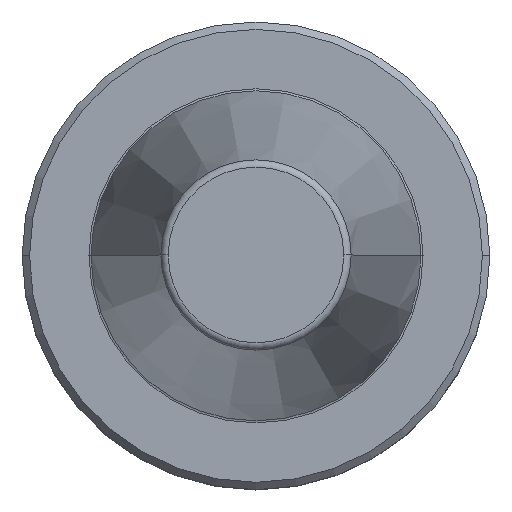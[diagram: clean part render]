
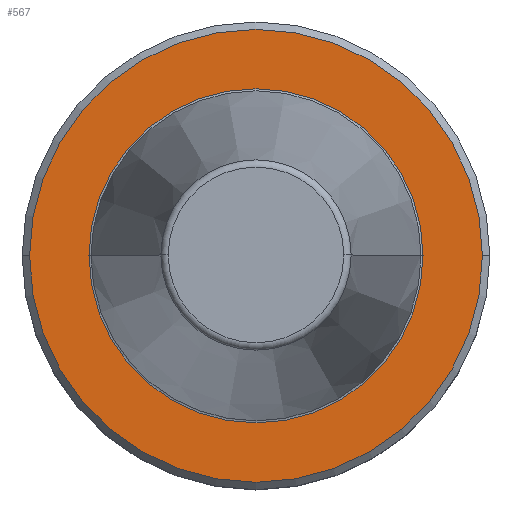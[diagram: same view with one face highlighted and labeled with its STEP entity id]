
A CAD part, top view. The second image highlights one B-rep face of the part: STEP entity #567.
In plain terms, the highlighted planar face has unit normal (0, 0, 1).
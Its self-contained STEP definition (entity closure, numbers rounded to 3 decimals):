
#23 = AXIS2_PLACEMENT_3D ( 'NONE', #957, #842, #550 ) ;
#48 = VERTEX_POINT ( 'NONE', #488 ) ;
#63 = ORIENTED_EDGE ( 'NONE', *, *, #468, .F. ) ;
#114 = DIRECTION ( 'NONE',  ( 0., 0., -1. ) ) ;
#117 = AXIS2_PLACEMENT_3D ( 'NONE', #1007, #355, #520 ) ;
#136 = ORIENTED_EDGE ( 'NONE', *, *, #1040, .T. ) ;
#160 = VERTEX_POINT ( 'NONE', #325 ) ;
#248 = FACE_BOUND ( 'NONE', #305, .T. ) ;
#257 = CIRCLE ( 'NONE', #1026, 22.5 ) ;
#271 = EDGE_LOOP ( 'NONE', ( #608, #136 ) ) ;
#305 = EDGE_LOOP ( 'NONE', ( #63, #931 ) ) ;
#311 = CARTESIAN_POINT ( 'NONE',  ( 0., 0., -67.4 ) ) ;
#325 = CARTESIAN_POINT ( 'NONE',  ( -30.5, 0., -67.4 ) ) ;
#355 = DIRECTION ( 'NONE',  ( 0., 0., 1. ) ) ;
#361 = PLANE ( 'NONE',  #993 ) ;
#427 = CARTESIAN_POINT ( 'NONE',  ( 0., 0., -67.4 ) ) ;
#451 = CARTESIAN_POINT ( 'NONE',  ( 22.5, 0., -67.4 ) ) ;
#464 = DIRECTION ( 'NONE',  ( 0., 0., 1. ) ) ;
#468 = EDGE_CURVE ( 'NONE', #1049, #558, #989, .T. ) ;
#488 = CARTESIAN_POINT ( 'NONE',  ( 30.5, 0., -67.4 ) ) ;
#496 = CIRCLE ( 'NONE', #117, 30.5 ) ;
#520 = DIRECTION ( 'NONE',  ( 1., 0., 0. ) ) ;
#524 = DIRECTION ( 'NONE',  ( -1., 0., 0. ) ) ;
#550 = DIRECTION ( 'NONE',  ( 1., 0., 0. ) ) ;
#558 = VERTEX_POINT ( 'NONE', #717 ) ;
#564 = CARTESIAN_POINT ( 'NONE',  ( 0., 0., -67.4 ) ) ;
#567 = ADVANCED_FACE ( 'NONE', ( #248, #679 ), #361, .F. ) ;
#576 = DIRECTION ( 'NONE',  ( 1., 0., 0. ) ) ;
#580 = DIRECTION ( 'NONE',  ( 0., 0., 1. ) ) ;
#608 = ORIENTED_EDGE ( 'NONE', *, *, #828, .T. ) ;
#619 = DIRECTION ( 'NONE',  ( 1., 0., 0. ) ) ;
#679 = FACE_OUTER_BOUND ( 'NONE', #271, .T. ) ;
#699 = CIRCLE ( 'NONE', #941, 30.5 ) ;
#717 = CARTESIAN_POINT ( 'NONE',  ( -22.5, 0., -67.4 ) ) ;
#828 = EDGE_CURVE ( 'NONE', #160, #48, #496, .T. ) ;
#842 = DIRECTION ( 'NONE',  ( 0., 0., 1. ) ) ;
#851 = EDGE_CURVE ( 'NONE', #558, #1049, #257, .T. ) ;
#931 = ORIENTED_EDGE ( 'NONE', *, *, #851, .F. ) ;
#941 = AXIS2_PLACEMENT_3D ( 'NONE', #427, #580, #576 ) ;
#957 = CARTESIAN_POINT ( 'NONE',  ( 0., 0., -67.4 ) ) ;
#989 = CIRCLE ( 'NONE', #23, 22.5 ) ;
#993 = AXIS2_PLACEMENT_3D ( 'NONE', #564, #114, #524 ) ;
#1007 = CARTESIAN_POINT ( 'NONE',  ( 0., 0., -67.4 ) ) ;
#1026 = AXIS2_PLACEMENT_3D ( 'NONE', #311, #464, #619 ) ;
#1040 = EDGE_CURVE ( 'NONE', #48, #160, #699, .T. ) ;
#1049 = VERTEX_POINT ( 'NONE', #451 ) ;
